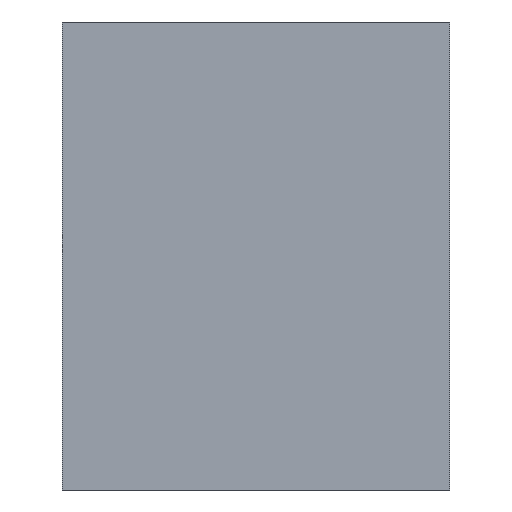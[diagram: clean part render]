
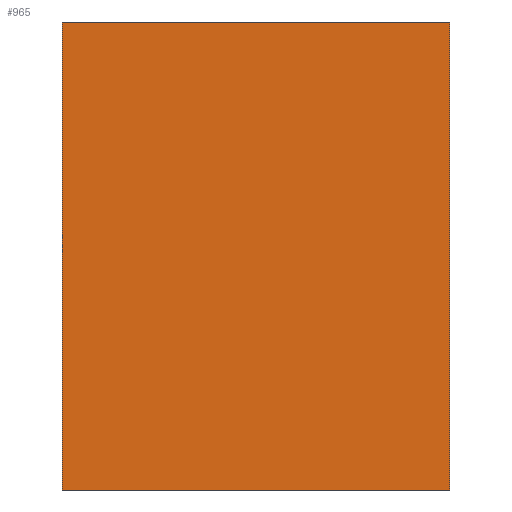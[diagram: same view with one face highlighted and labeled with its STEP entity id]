
A CAD part, front view. The second image highlights one B-rep face of the part: STEP entity #965.
In plain terms, the highlighted planar face has unit normal (0, -1, 0).
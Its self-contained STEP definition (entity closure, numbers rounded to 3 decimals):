
#99=FACE_OUTER_BOUND('',#154,.T.);
#154=EDGE_LOOP('',(#870,#871,#872,#873));
#261=LINE('',#1570,#375);
#264=LINE('',#1575,#378);
#266=LINE('',#1579,#380);
#268=LINE('',#1582,#382);
#375=VECTOR('',#1293,10.);
#378=VECTOR('',#1298,10.);
#380=VECTOR('',#1302,10.);
#382=VECTOR('',#1306,10.);
#468=VERTEX_POINT('',#1568);
#469=VERTEX_POINT('',#1569);
#470=VERTEX_POINT('',#1574);
#471=VERTEX_POINT('',#1578);
#598=EDGE_CURVE('',#468,#469,#261,.T.);
#601=EDGE_CURVE('',#469,#470,#264,.T.);
#603=EDGE_CURVE('',#470,#471,#266,.T.);
#605=EDGE_CURVE('',#471,#468,#268,.T.);
#870=ORIENTED_EDGE('',*,*,#605,.T.);
#871=ORIENTED_EDGE('',*,*,#598,.T.);
#872=ORIENTED_EDGE('',*,*,#601,.T.);
#873=ORIENTED_EDGE('',*,*,#603,.T.);
#914=PLANE('',#1050);
#965=ADVANCED_FACE('',(#99),#914,.F.);
#1050=AXIS2_PLACEMENT_3D('',#1583,#1307,#1308);
#1293=DIRECTION('',(0.,0.,-1.));
#1298=DIRECTION('',(1.,0.,0.));
#1302=DIRECTION('',(0.,0.,1.));
#1306=DIRECTION('',(-1.,0.,0.));
#1307=DIRECTION('center_axis',(0.,1.,0.));
#1308=DIRECTION('ref_axis',(1.,0.,0.));
#1568=CARTESIAN_POINT('',(-27.916,0.,19.714));
#1569=CARTESIAN_POINT('',(-27.916,0.,-32.586));
#1570=CARTESIAN_POINT('',(-27.916,0.,19.714));
#1574=CARTESIAN_POINT('',(15.384,0.,-32.586));
#1575=CARTESIAN_POINT('',(-27.916,0.,-32.586));
#1578=CARTESIAN_POINT('',(15.384,0.,19.714));
#1579=CARTESIAN_POINT('',(15.384,0.,-32.586));
#1582=CARTESIAN_POINT('',(15.384,0.,19.714));
#1583=CARTESIAN_POINT('Origin',(-6.266,0.,-6.436));
